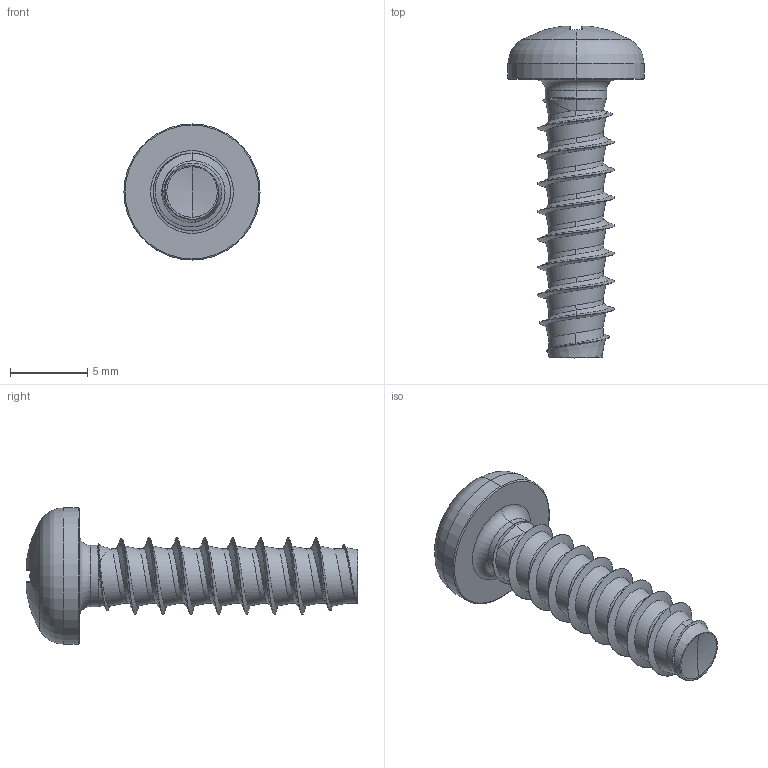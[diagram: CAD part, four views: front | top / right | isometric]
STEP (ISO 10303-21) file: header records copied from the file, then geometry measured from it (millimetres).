
FILE_DESCRIPTION (( 'STEP AP203' ), '1' );
FILE_NAME ('STP320500180.STEP', '2017-08-15T14:44:54', ( '' ), ( '' ), 'SwSTEP 2.0', 'SolidWorks 2015', '' );
FILE_SCHEMA (( 'CONFIG_CONTROL_DESIGN' ));
Length unit declared in the file: millimetre
Products named in the file (1): STP320500180
Bounding box: 8.8 x 21.45 x 8.8 mm (x, y, z)
Volume: 361.7 mm3; surface area: 515.6 mm2
Topology: 1 solids, 1 shells, 182 faces, 416 edges, 236 vertices
Faces by surface type: bspline 51, cylinder 44, torus 28, sphere 28, plane 22, cone 9
Entity records: 23669 total; most frequent: CARTESIAN_POINT 19906, ORIENTED_EDGE 828, DIRECTION 719, EDGE_CURVE 414, AXIS2_PLACEMENT_3D 321, VERTEX_POINT 236, CIRCLE 189, EDGE_LOOP 184
